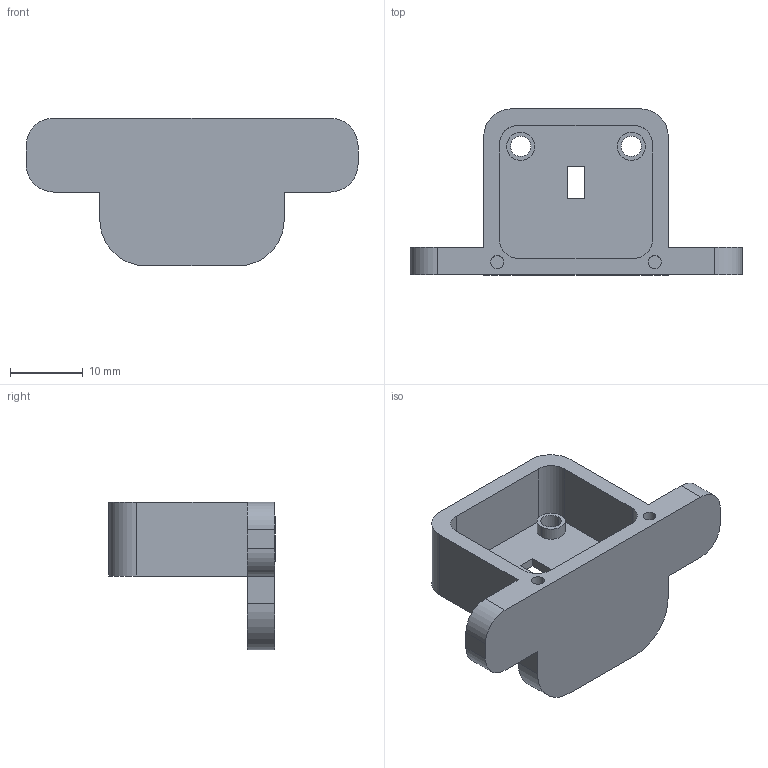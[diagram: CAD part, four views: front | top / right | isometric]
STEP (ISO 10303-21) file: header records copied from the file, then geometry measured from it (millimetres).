
FILE_DESCRIPTION (( 'STEP AP214' ), '1' );
FILE_NAME ('cap.STEP', '2018-06-03T21:17:50', ( 'hobbes' ), ( '' ), 'SwSTEP 2.0', 'SolidWorks 2013', '' );
FILE_SCHEMA (( 'AUTOMOTIVE_DESIGN' ));
Length unit declared in the file: inch
Products named in the file (1): cap
Bounding box: 45.72 x 22.86 x 20.32 mm (x, y, z)
Volume: 4084.8 mm3; surface area: 3930.5 mm2
Topology: 1 solids, 1 shells, 53 faces, 132 edges, 86 vertices
Faces by surface type: plane 29, cylinder 24
Entity records: 1638 total; most frequent: DIRECTION 288, CARTESIAN_POINT 272, ORIENTED_EDGE 264, EDGE_CURVE 132, AXIS2_PLACEMENT_3D 102, VERTEX_POINT 86, VECTOR 84, LINE 84
